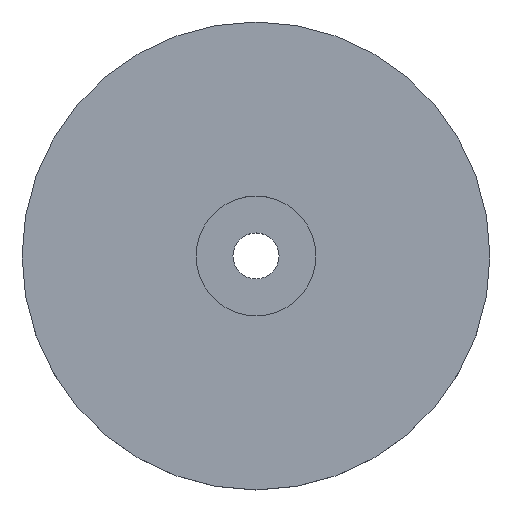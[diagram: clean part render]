
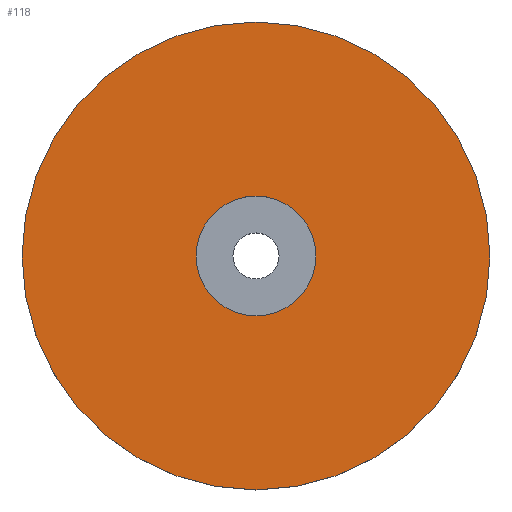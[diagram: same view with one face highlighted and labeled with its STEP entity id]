
A CAD part, top view. The second image highlights one B-rep face of the part: STEP entity #118.
In plain terms, the highlighted planar face has unit normal (0, 0, 1).
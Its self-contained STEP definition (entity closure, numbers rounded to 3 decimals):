
#3 = CARTESIAN_POINT ( 'NONE',  ( 0., 44.323, 9.55 ) ) ;
#6 = DIRECTION ( 'NONE',  ( 0., 0., 1. ) ) ;
#12 = VERTEX_POINT ( 'NONE', #208 ) ;
#16 = ORIENTED_EDGE ( 'NONE', *, *, #33, .F. ) ;
#33 = EDGE_CURVE ( 'NONE', #12, #12, #167, .T. ) ;
#50 = DIRECTION ( 'NONE',  ( 0., 0., 1. ) ) ;
#57 = CARTESIAN_POINT ( 'NONE',  ( 0., 0., 9.55 ) ) ;
#66 = EDGE_LOOP ( 'NONE', ( #293 ) ) ;
#71 = FACE_BOUND ( 'NONE', #323, .T. ) ;
#75 = CARTESIAN_POINT ( 'NONE',  ( 0., 0., 9.55 ) ) ;
#76 = AXIS2_PLACEMENT_3D ( 'NONE', #57, #6, #207 ) ;
#103 = AXIS2_PLACEMENT_3D ( 'NONE', #3, #302, #278 ) ;
#110 = VERTEX_POINT ( 'NONE', #215 ) ;
#118 = ADVANCED_FACE ( 'NONE', ( #71, #151 ), #279, .F. ) ;
#151 = FACE_OUTER_BOUND ( 'NONE', #66, .T. ) ;
#157 = DIRECTION ( 'NONE',  ( 1., 0., 0. ) ) ;
#167 = CIRCLE ( 'NONE', #193, 26. ) ;
#193 = AXIS2_PLACEMENT_3D ( 'NONE', #75, #50, #157 ) ;
#195 = CIRCLE ( 'NONE', #76, 101.6 ) ;
#207 = DIRECTION ( 'NONE',  ( 1., 0., 0. ) ) ;
#208 = CARTESIAN_POINT ( 'NONE',  ( 26., 0., 9.55 ) ) ;
#215 = CARTESIAN_POINT ( 'NONE',  ( 101.6, 0., 9.55 ) ) ;
#257 = EDGE_CURVE ( 'NONE', #110, #110, #195, .T. ) ;
#278 = DIRECTION ( 'NONE',  ( -1., 0., 0. ) ) ;
#279 = PLANE ( 'NONE',  #103 ) ;
#293 = ORIENTED_EDGE ( 'NONE', *, *, #257, .T. ) ;
#302 = DIRECTION ( 'NONE',  ( 0., 0., -1. ) ) ;
#323 = EDGE_LOOP ( 'NONE', ( #16 ) ) ;
